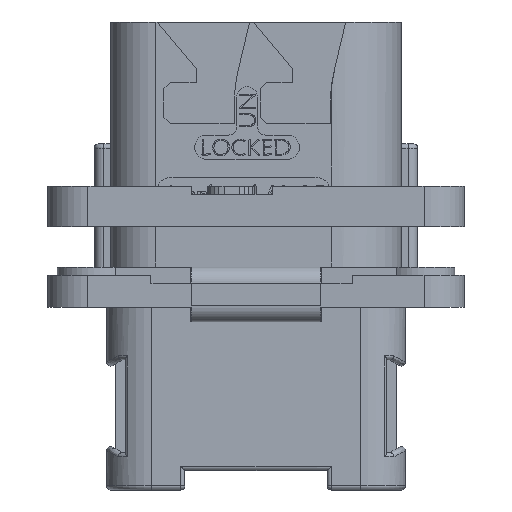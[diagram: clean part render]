
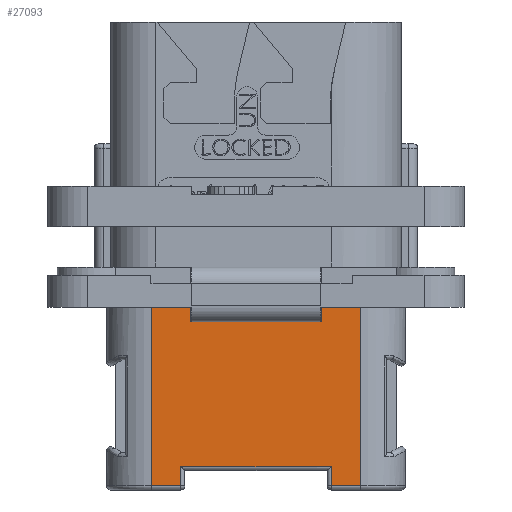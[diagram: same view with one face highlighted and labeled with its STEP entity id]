
A CAD part, left-side view. The second image highlights one B-rep face of the part: STEP entity #27093.
In plain terms, the highlighted planar face has unit normal (-1, 0, 0).
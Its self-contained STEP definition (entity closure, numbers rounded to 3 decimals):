
#2882=DIRECTION('',(0.,1.,0.));
#2883=VECTOR('',#2882,12.9);
#2884=CARTESIAN_POINT('',(-9.25,-6.45,0.));
#2885=LINE('',#2884,#2883);
#3454=DIRECTION('',(0.,1.,0.));
#3455=VECTOR('',#3454,9.294);
#3456=CARTESIAN_POINT('',(-9.25,-4.647,-9.85));
#3457=LINE('',#3456,#3455);
#3458=DIRECTION('',(0.,1.,0.));
#3459=VECTOR('',#3458,1.803);
#3460=CARTESIAN_POINT('',(-9.25,4.647,-11.05));
#3461=LINE('',#3460,#3459);
#3462=DIRECTION('',(0.,0.,1.));
#3463=VECTOR('',#3462,11.05);
#3464=CARTESIAN_POINT('',(-9.25,6.45,-11.05));
#3465=LINE('',#3464,#3463);
#3466=DIRECTION('',(0.,0.,1.));
#3467=VECTOR('',#3466,11.05);
#3468=CARTESIAN_POINT('',(-9.25,-6.45,-11.05));
#3469=LINE('',#3468,#3467);
#3470=DIRECTION('',(0.,1.,0.));
#3471=VECTOR('',#3470,1.803);
#3472=CARTESIAN_POINT('',(-9.25,-6.45,-11.05));
#3473=LINE('',#3472,#3471);
#3499=DIRECTION('',(0.,0.,-1.));
#3500=VECTOR('',#3499,1.2);
#3501=CARTESIAN_POINT('',(-9.25,-4.647,-9.85));
#3502=LINE('',#3501,#3500);
#8426=DIRECTION('',(0.,0.,1.));
#8427=VECTOR('',#8426,1.2);
#8428=CARTESIAN_POINT('',(-9.25,4.647,-11.05));
#8429=LINE('',#8428,#8427);
#20817=CARTESIAN_POINT('',(-9.25,-6.45,0.));
#20818=CARTESIAN_POINT('',(-9.25,6.45,0.));
#20819=VERTEX_POINT('',#20817);
#20820=VERTEX_POINT('',#20818);
#20917=CARTESIAN_POINT('',(-9.25,-6.45,-11.05));
#20918=VERTEX_POINT('',#20917);
#20921=CARTESIAN_POINT('',(-9.25,-4.647,-11.05));
#20922=VERTEX_POINT('',#20921);
#20938=CARTESIAN_POINT('',(-9.25,4.647,-11.05));
#20940=VERTEX_POINT('',#20938);
#20943=CARTESIAN_POINT('',(-9.25,6.45,-11.05));
#20944=VERTEX_POINT('',#20943);
#21370=CARTESIAN_POINT('',(-9.25,-4.647,-9.85));
#21371=CARTESIAN_POINT('',(-9.25,4.647,-9.85));
#21372=VERTEX_POINT('',#21370);
#21373=VERTEX_POINT('',#21371);
#27071=CARTESIAN_POINT('',(-9.25,-9.25,0.));
#27072=DIRECTION('',(-1.,0.,0.));
#27073=DIRECTION('',(0.,1.,0.));
#27074=AXIS2_PLACEMENT_3D('',#27071,#27072,#27073);
#27075=PLANE('',#27074);
#27077=ORIENTED_EDGE('',*,*,#27076,.T.);
#27079=ORIENTED_EDGE('',*,*,#27078,.F.);
#27081=ORIENTED_EDGE('',*,*,#27080,.T.);
#27083=ORIENTED_EDGE('',*,*,#27082,.T.);
#27084=ORIENTED_EDGE('',*,*,#26193,.F.);
#27086=ORIENTED_EDGE('',*,*,#27085,.F.);
#27088=ORIENTED_EDGE('',*,*,#27087,.T.);
#27090=ORIENTED_EDGE('',*,*,#27089,.F.);
#27091=EDGE_LOOP('',(#27077,#27079,#27081,#27083,#27084,#27086,#27088,#27090));
#27092=FACE_OUTER_BOUND('',#27091,.F.);
#27093=ADVANCED_FACE('',(#27092),#27075,.T.);
#26193=EDGE_CURVE('',#20819,#20820,#2885,.T.);
#27076=EDGE_CURVE('',#21372,#21373,#3457,.T.);
#27078=EDGE_CURVE('',#20940,#21373,#8429,.T.);
#27080=EDGE_CURVE('',#20940,#20944,#3461,.T.);
#27082=EDGE_CURVE('',#20944,#20820,#3465,.T.);
#27085=EDGE_CURVE('',#20918,#20819,#3469,.T.);
#27087=EDGE_CURVE('',#20918,#20922,#3473,.T.);
#27089=EDGE_CURVE('',#21372,#20922,#3502,.T.);
